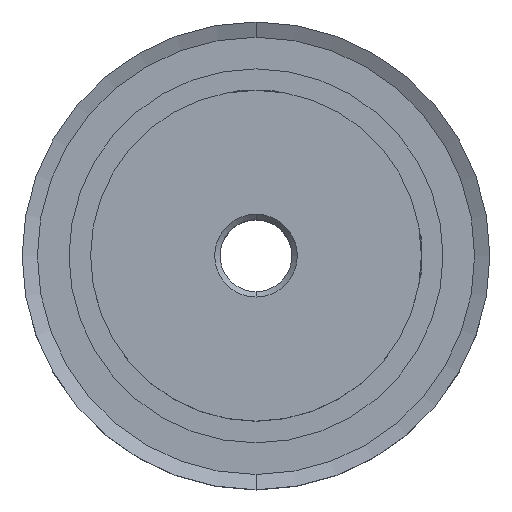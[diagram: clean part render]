
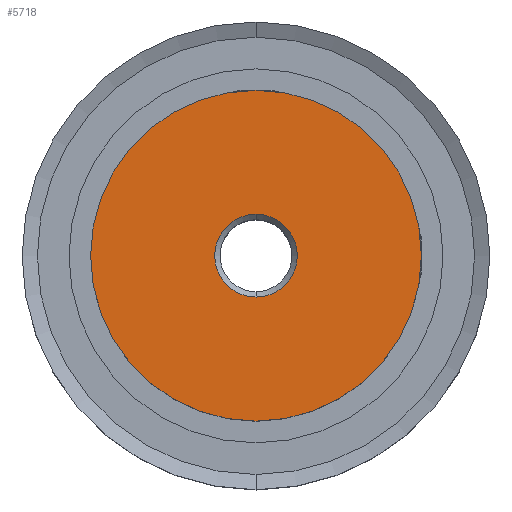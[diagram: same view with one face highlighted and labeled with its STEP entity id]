
A CAD part, top view. The second image highlights one B-rep face of the part: STEP entity #5718.
In plain terms, the highlighted planar face has unit normal (0, 0, 1).
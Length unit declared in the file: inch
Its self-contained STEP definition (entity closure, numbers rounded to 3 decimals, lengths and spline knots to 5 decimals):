
#115=CARTESIAN_POINT('',(0.,0.,0.3125));
#116=DIRECTION('',(0.,0.,1.));
#117=DIRECTION('',(0.,1.,0.));
#118=AXIS2_PLACEMENT_3D('',#115,#116,#117);
#120=CARTESIAN_POINT('',(0.,0.,0.3125));
#121=DIRECTION('',(0.,0.,-1.));
#122=DIRECTION('',(0.,1.,0.));
#123=AXIS2_PLACEMENT_3D('',#120,#121,#122);
#130=CARTESIAN_POINT('',(0.,0.,0.3125));
#131=DIRECTION('',(0.,0.,-1.));
#132=DIRECTION('',(0.,1.,0.));
#133=AXIS2_PLACEMENT_3D('',#130,#131,#132);
#4234=CARTESIAN_POINT('',(0.,0.,0.3125));
#4235=DIRECTION('',(0.,0.,1.));
#4236=DIRECTION('',(0.,1.,0.));
#4237=AXIS2_PLACEMENT_3D('',#4234,#4235,#4236);
#4549=CARTESIAN_POINT('',(0.,0.575,0.3125));
#4550=CARTESIAN_POINT('',(0.,-0.575,0.3125));
#4551=VERTEX_POINT('',#4549);
#4552=VERTEX_POINT('',#4550);
#4969=CARTESIAN_POINT('',(0.,0.14375,0.3125));
#4970=CARTESIAN_POINT('',(0.,-0.14375,0.3125));
#4971=VERTEX_POINT('',#4969);
#4972=VERTEX_POINT('',#4970);
#5701=CARTESIAN_POINT('',(0.,0.,0.3125));
#5702=DIRECTION('',(0.,0.,-1.));
#5703=DIRECTION('',(0.,-1.,0.));
#5704=AXIS2_PLACEMENT_3D('',#5701,#5702,#5703);
#5705=PLANE('',#5704);
#5707=ORIENTED_EDGE('',*,*,#5706,.F.);
#5709=ORIENTED_EDGE('',*,*,#5708,.T.);
#5710=EDGE_LOOP('',(#5707,#5709));
#5711=FACE_OUTER_BOUND('',#5710,.F.);
#5713=ORIENTED_EDGE('',*,*,#5712,.F.);
#5715=ORIENTED_EDGE('',*,*,#5714,.T.);
#5716=EDGE_LOOP('',(#5713,#5715));
#5717=FACE_BOUND('',#5716,.F.);
#119=CIRCLE('',#118,0.575);
#124=CIRCLE('',#123,0.575);
#134=CIRCLE('',#133,0.14375);
#4238=CIRCLE('',#4237,0.14375);
#5706=EDGE_CURVE('',#4551,#4552,#119,.T.);
#5708=EDGE_CURVE('',#4551,#4552,#124,.T.);
#5712=EDGE_CURVE('',#4971,#4972,#134,.T.);
#5714=EDGE_CURVE('',#4971,#4972,#4238,.T.);
#5718=ADVANCED_FACE('',(#5711,#5717),#5705,.F.);
